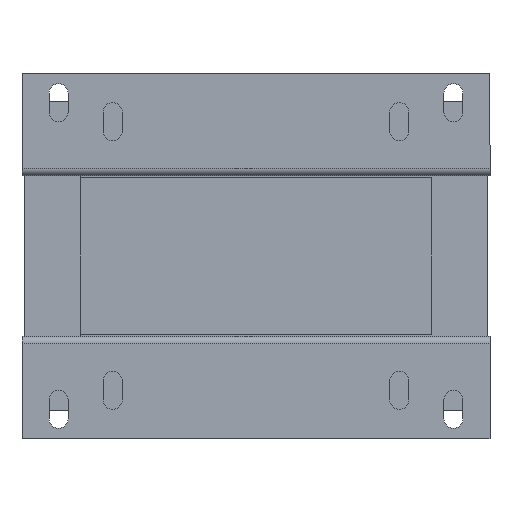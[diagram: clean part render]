
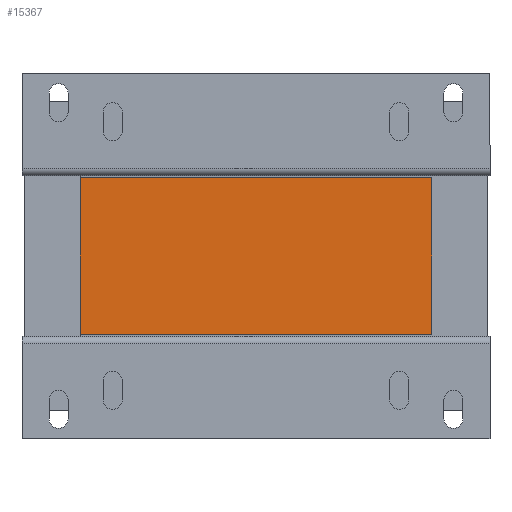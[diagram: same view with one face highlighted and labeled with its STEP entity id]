
A CAD part, front view. The second image highlights one B-rep face of the part: STEP entity #15367.
In plain terms, the highlighted planar face has unit normal (0, -1, 0).
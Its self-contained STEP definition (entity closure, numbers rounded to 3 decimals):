
#879 = AXIS2_PLACEMENT_3D ( 'NONE', #14435, #12700, #7651 ) ;
#2453 = VERTEX_POINT ( 'NONE', #19544 ) ;
#3143 = CARTESIAN_POINT ( 'NONE',  ( 120., -200., 53.375 ) ) ;
#4462 = ORIENTED_EDGE ( 'NONE', *, *, #12879, .T. ) ;
#4470 = CARTESIAN_POINT ( 'NONE',  ( 120., -200., -53.375 ) ) ;
#5518 = CARTESIAN_POINT ( 'NONE',  ( 120., -200., 53.375 ) ) ;
#7374 = EDGE_CURVE ( 'Defeature ausgef�hrt3_11+Defeature ausgef�hrt3_473+Defeature ausgef�hrt3_471+Defeature ausgef�hrt3_508', #21879, #20082, #18607, .T. ) ;
#7483 = EDGE_CURVE ( 'Defeature ausgef�hrt3_508+Defeature ausgef�hrt3_11+Defeature ausgef�hrt3_469+Defeature ausgef�hrt3_473', #11516, #20082, #8952, .T. ) ;
#7651 = DIRECTION ( 'NONE',  ( 0., 0., 1. ) ) ;
#8116 = DIRECTION ( 'NONE',  ( 0., 0., -1. ) ) ;
#8952 = LINE ( 'NONE', #15113, #21880 ) ;
#8979 = ORIENTED_EDGE ( 'NONE', *, *, #7483, .F. ) ;
#10327 = CARTESIAN_POINT ( 'NONE',  ( -120., -200., 53.375 ) ) ;
#10645 = EDGE_CURVE ( 'Defeature ausgef�hrt3_469+Defeature ausgef�hrt3_11+Defeature ausgef�hrt3_471+Defeature ausgef�hrt3_508', #2453, #11516, #17563, .T. ) ;
#10740 = EDGE_LOOP ( 'NONE', ( #19354, #8979, #18217, #4462 ) ) ;
#11516 = VERTEX_POINT ( 'NONE', #3143 ) ;
#12494 = FACE_OUTER_BOUND ( 'NONE', #10740, .T. ) ;
#12569 = VECTOR ( 'NONE', #15438, 1000. ) ;
#12700 = DIRECTION ( 'NONE',  ( 0., 1., 0. ) ) ;
#12879 = EDGE_CURVE ( 'Defeature ausgef�hrt3_11+Defeature ausgef�hrt3_471+Defeature ausgef�hrt3_469+Defeature ausgef�hrt3_473', #2453, #21879, #15513, .T. ) ;
#14208 = DIRECTION ( 'NONE',  ( 1., 0., 0. ) ) ;
#14435 = CARTESIAN_POINT ( 'NONE',  ( 120., -200., 53.375 ) ) ;
#14446 = CARTESIAN_POINT ( 'NONE',  ( 120., -200., -53.375 ) ) ;
#14604 = VECTOR ( 'NONE', #14208, 1000. ) ;
#14896 = DIRECTION ( 'NONE',  ( 1., 0., 0. ) ) ;
#15113 = CARTESIAN_POINT ( 'NONE',  ( 120., -200., 53.375 ) ) ;
#15367 = ADVANCED_FACE ( 'Defeature ausgef�hrt3_11', ( #12494 ), #21465, .F. ) ;
#15438 = DIRECTION ( 'NONE',  ( 0., 0., -1. ) ) ;
#15513 = LINE ( 'NONE', #10327, #12569 ) ;
#16470 = VECTOR ( 'NONE', #14896, 1000. ) ;
#17563 = LINE ( 'NONE', #5518, #14604 ) ;
#18217 = ORIENTED_EDGE ( 'NONE', *, *, #10645, .F. ) ;
#18478 = CARTESIAN_POINT ( 'NONE',  ( -120., -200., -53.375 ) ) ;
#18607 = LINE ( 'NONE', #4470, #16470 ) ;
#19354 = ORIENTED_EDGE ( 'NONE', *, *, #7374, .T. ) ;
#19544 = CARTESIAN_POINT ( 'NONE',  ( -120., -200., 53.375 ) ) ;
#20082 = VERTEX_POINT ( 'NONE', #14446 ) ;
#21465 = PLANE ( 'NONE',  #879 ) ;
#21879 = VERTEX_POINT ( 'NONE', #18478 ) ;
#21880 = VECTOR ( 'NONE', #8116, 1000. ) ;
